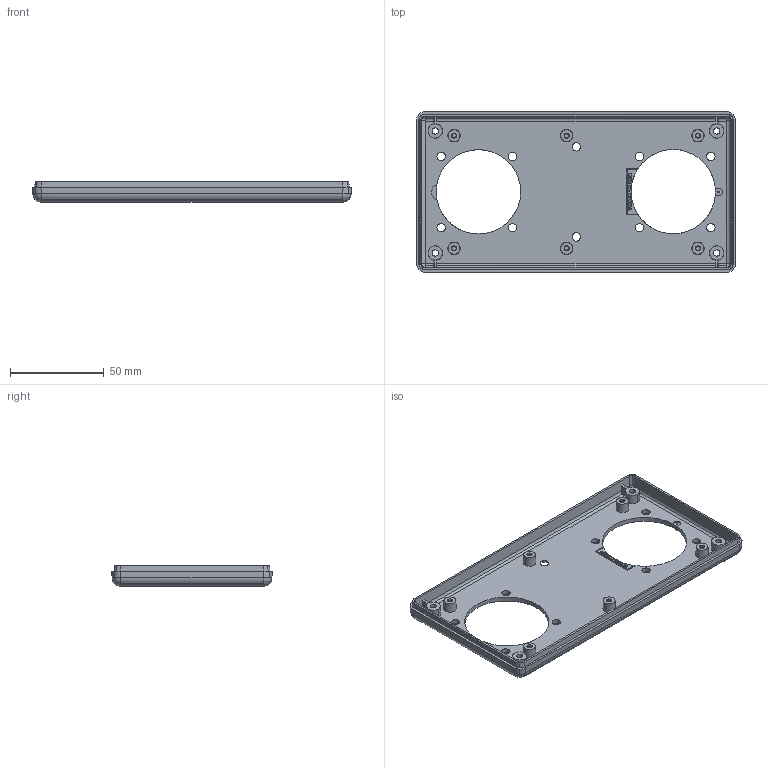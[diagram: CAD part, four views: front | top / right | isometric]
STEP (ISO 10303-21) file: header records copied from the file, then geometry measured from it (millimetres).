
FILE_DESCRIPTION (( 'STEP AP214' ), '1' );
FILE_NAME ('1599EBAT Lid.stp.STEP', '2025-07-17T15:29:50', ( '' ), ( '' ), 'SwSTEP 2.0', 'SolidWorks 2023', '' );
FILE_SCHEMA (( 'AUTOMOTIVE_DESIGN' ));
Length unit declared in the file: millimetre
Products named in the file (1): 1599EBAT Lid.stp
Bounding box: 170 x 85.5 x 11.1 mm (x, y, z)
Volume: 35833.1 mm3; surface area: 33063.5 mm2
Topology: 1 solids, 1 shells, 411 faces, 1056 edges, 685 vertices
Faces by surface type: plane 204, cylinder 133, bspline 40, cone 34
Entity records: 13257 total; most frequent: CARTESIAN_POINT 3503, ORIENTED_EDGE 2092, DIRECTION 1860, EDGE_CURVE 1046, VERTEX_POINT 685, LINE 640, VECTOR 640, AXIS2_PLACEMENT_3D 610
